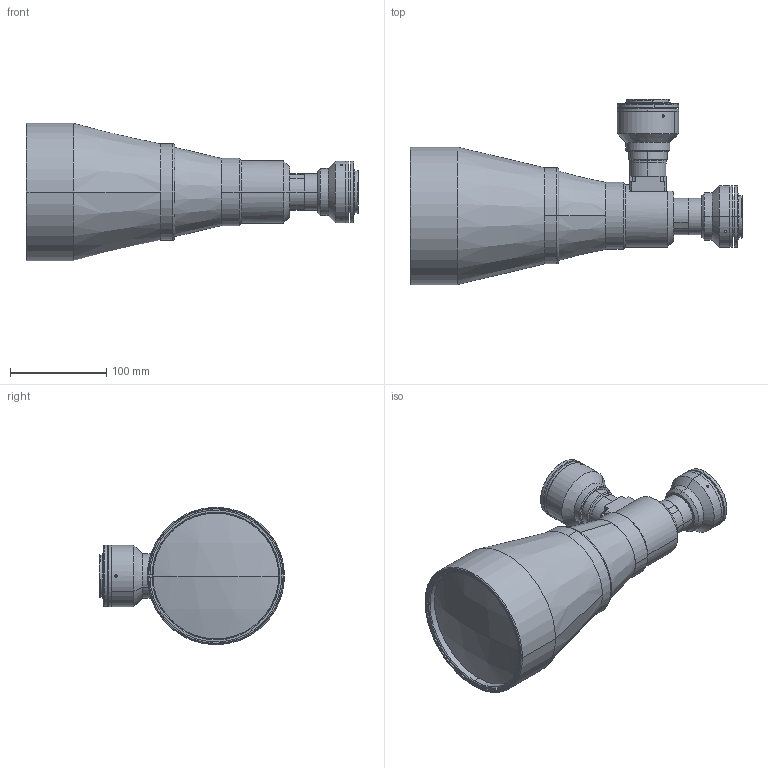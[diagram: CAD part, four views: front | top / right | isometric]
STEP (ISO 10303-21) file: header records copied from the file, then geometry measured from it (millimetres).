
FILE_DESCRIPTION (( 'STEP AP214' ), '1' );
FILE_NAME ('TCDP2MF4MF096.STEP', '2015-10-15T08:40:16', ( '' ), ( '' ), 'SwSTEP 2.0', 'SolidWorks 2013', '' );
FILE_SCHEMA (( 'AUTOMOTIVE_DESIGN' ));
Length unit declared in the file: millimetre
Products named in the file (1): TCDP2MF4MF096
Bounding box: 345.58 x 192.65 x 143 mm (x, y, z)
Surface area: 174346.6 mm2 (no closed solid volume)
Topology: 0 solids, 19 shells, 227 faces, 712 edges, 501 vertices
Faces by surface type: cylinder 105, plane 70, cone 44, sphere 4, torus 4
Entity records: 11002 total; most frequent: CARTESIAN_POINT 1993, DIRECTION 1478, ORIENTED_EDGE 1150, EDGE_CURVE 712, AXIS2_PLACEMENT_3D 590, VERTEX_POINT 501, CIRCLE 362, LINE 298
